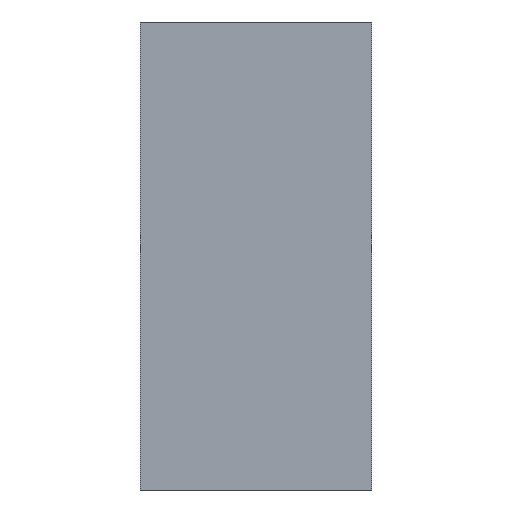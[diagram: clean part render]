
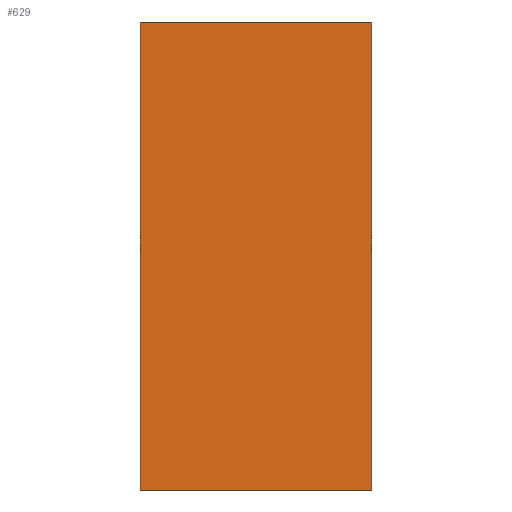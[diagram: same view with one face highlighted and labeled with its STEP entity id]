
A CAD part, left-side view. The second image highlights one B-rep face of the part: STEP entity #629.
In plain terms, the highlighted planar face has unit normal (-1, 0, 0).
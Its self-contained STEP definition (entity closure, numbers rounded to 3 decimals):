
#19 = CARTESIAN_POINT ( 'NONE',  ( -1.6, 0.78, -0.79 ) ) ;
#31 = ORIENTED_EDGE ( 'NONE', *, *, #88, .F. ) ;
#55 = CARTESIAN_POINT ( 'NONE',  ( -1.6, 0., -0.79 ) ) ;
#73 = VECTOR ( 'NONE', #348, 1000. ) ;
#88 = EDGE_CURVE ( 'NONE', #457, #944, #845, .T. ) ;
#107 = CARTESIAN_POINT ( 'NONE',  ( -1.6, 0.78, 0.79 ) ) ;
#152 = LINE ( 'NONE', #107, #73 ) ;
#159 = DIRECTION ( 'NONE',  ( 0., 0., -1. ) ) ;
#193 = EDGE_CURVE ( 'NONE', #944, #468, #643, .T. ) ;
#237 = CARTESIAN_POINT ( 'NONE',  ( -1.6, 0., 0.79 ) ) ;
#249 = VECTOR ( 'NONE', #406, 1000. ) ;
#283 = ORIENTED_EDGE ( 'NONE', *, *, #433, .T. ) ;
#286 = CARTESIAN_POINT ( 'NONE',  ( -1.6, 0., 0.79 ) ) ;
#348 = DIRECTION ( 'NONE',  ( 0., 0., -1. ) ) ;
#358 = DIRECTION ( 'NONE',  ( 0., 0., -1. ) ) ;
#380 = VECTOR ( 'NONE', #400, 1000. ) ;
#400 = DIRECTION ( 'NONE',  ( 0., -1., 0. ) ) ;
#406 = DIRECTION ( 'NONE',  ( 0., -1., 0. ) ) ;
#433 = EDGE_CURVE ( 'NONE', #928, #468, #745, .T. ) ;
#457 = VERTEX_POINT ( 'NONE', #854 ) ;
#468 = VERTEX_POINT ( 'NONE', #55 ) ;
#518 = EDGE_CURVE ( 'NONE', #457, #928, #152, .T. ) ;
#527 = CARTESIAN_POINT ( 'NONE',  ( -1.6, 0., 0.79 ) ) ;
#629 = ADVANCED_FACE ( 'NONE', ( #791 ), #737, .F. ) ;
#643 = LINE ( 'NONE', #237, #952 ) ;
#646 = ORIENTED_EDGE ( 'NONE', *, *, #193, .F. ) ;
#698 = CARTESIAN_POINT ( 'NONE',  ( -1.6, 0., -0.79 ) ) ;
#737 = PLANE ( 'NONE',  #939 ) ;
#745 = LINE ( 'NONE', #698, #380 ) ;
#777 = CARTESIAN_POINT ( 'NONE',  ( -1.6, 0., 0.79 ) ) ;
#791 = FACE_OUTER_BOUND ( 'NONE', #816, .T. ) ;
#806 = DIRECTION ( 'NONE',  ( 1., 0., 0. ) ) ;
#816 = EDGE_LOOP ( 'NONE', ( #283, #646, #31, #904 ) ) ;
#845 = LINE ( 'NONE', #777, #249 ) ;
#854 = CARTESIAN_POINT ( 'NONE',  ( -1.6, 0.78, 0.79 ) ) ;
#904 = ORIENTED_EDGE ( 'NONE', *, *, #518, .T. ) ;
#928 = VERTEX_POINT ( 'NONE', #19 ) ;
#939 = AXIS2_PLACEMENT_3D ( 'NONE', #286, #806, #358 ) ;
#944 = VERTEX_POINT ( 'NONE', #527 ) ;
#952 = VECTOR ( 'NONE', #159, 1000. ) ;
